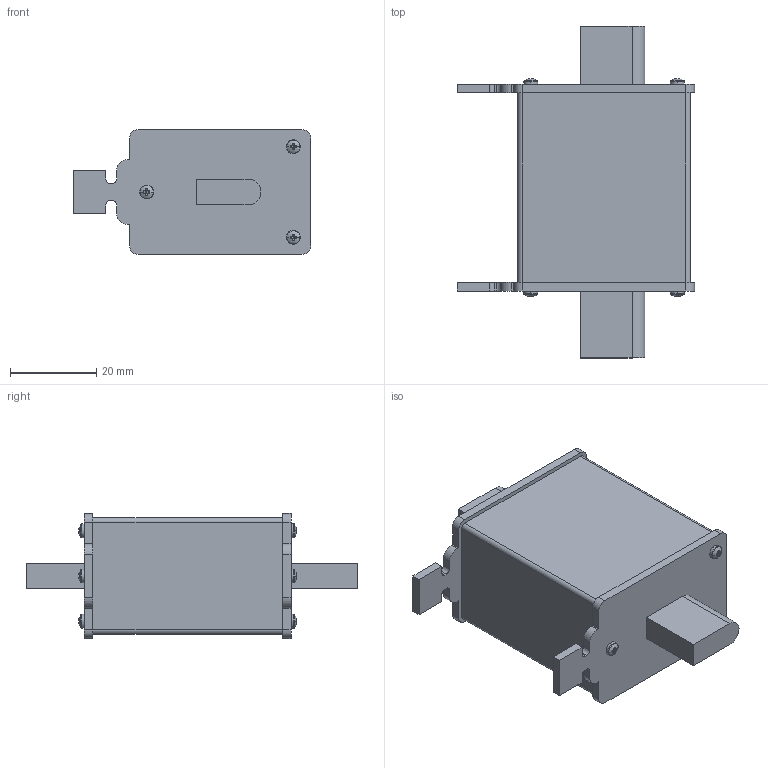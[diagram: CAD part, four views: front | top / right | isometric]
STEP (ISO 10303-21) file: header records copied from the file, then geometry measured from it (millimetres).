
FILE_DESCRIPTION (( 'STEP AP203' ), '1' );
FILE_NAME ('Ïðåäîõðàíèòåëè ïëàâêèå ÏÏÍ-33 (00) EKF PROxima.STEP', '2016-11-02T19:55:36', ( '' ), ( '' ), 'SwSTEP 2.0', 'SolidWorks 2014', '' );
FILE_SCHEMA (( 'CONFIG_CONTROL_DESIGN' ));
Length unit declared in the file: millimetre
Products named in the file (3): Ïðåäîõðàíèòåëè ïëàâêèå ÏÏÍ-33 (00) EKF PROxima; pan head cross recess screw_din_ISO 7045 - M1.6 x 3 - Z --- 3S
Assembly tree (7 placements, depth 2):
  Ïðåäîõðàíèòåëè ïëàâêèå ÏÏÍ-33 (00) EKF PROxima
    Ïðåäîõðàíèòåëè ïëàâêèå ÏÏÍ-33 (00) EKF PROxima
    pan head cross recess screw_din_ISO 7045 - M1.6 x 3 - Z --- 3S  x6
Bounding box: 55 x 77 x 29 mm (x, y, z)
Volume: 54974.1 mm3; surface area: 12033.5 mm2
Topology: 7 solids, 7 shells, 604 faces, 1548 edges, 956 vertices
Faces by surface type: cone 246, plane 180, cylinder 142, torus 24, sphere 12
Entity records: 5751 total; most frequent: DIRECTION 989, CARTESIAN_POINT 950, ORIENTED_EDGE 892, EDGE_CURVE 446, AXIS2_PLACEMENT_3D 377, VERTEX_POINT 286, VECTOR 235, LINE 235
